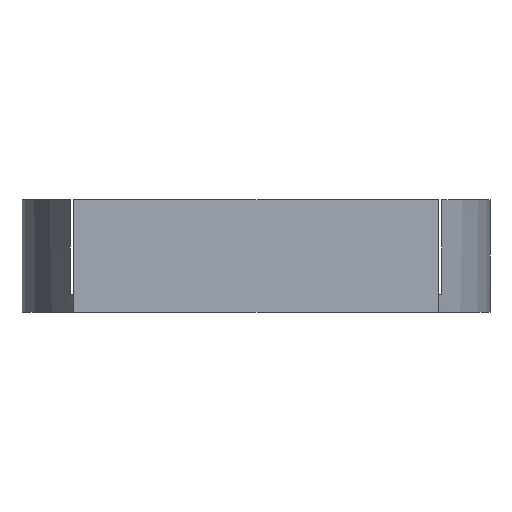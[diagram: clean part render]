
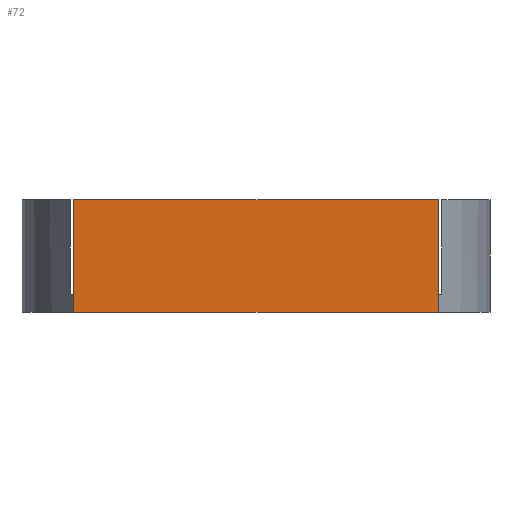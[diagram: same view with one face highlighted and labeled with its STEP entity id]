
A CAD part, front view. The second image highlights one B-rep face of the part: STEP entity #72.
In plain terms, the highlighted planar face has unit normal (0, -1, 0).
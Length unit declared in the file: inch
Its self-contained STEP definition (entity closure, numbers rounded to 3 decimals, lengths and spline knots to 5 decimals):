
#8 = VERTEX_POINT ( 'NONE', #146 ) ;
#60 = CARTESIAN_POINT ( 'NONE',  ( 0., 0.11938, 0. ) ) ;
#72 = ADVANCED_FACE ( 'NONE', ( #407 ), #350, .T. ) ;
#85 = VECTOR ( 'NONE', #242, 39.37008 ) ;
#146 = CARTESIAN_POINT ( 'NONE',  ( -0.15936, 0.11938, 0.09843 ) ) ;
#152 = LINE ( 'NONE', #602, #710 ) ;
#169 = DIRECTION ( 'NONE',  ( 1., 0., 0. ) ) ;
#184 = VERTEX_POINT ( 'NONE', #553 ) ;
#231 = DIRECTION ( 'NONE',  ( 0., -1., 0. ) ) ;
#242 = DIRECTION ( 'NONE',  ( 0., 0., -1. ) ) ;
#244 = ORIENTED_EDGE ( 'NONE', *, *, #306, .F. ) ;
#250 = EDGE_CURVE ( 'NONE', #8, #184, #569, .T. ) ;
#281 = CARTESIAN_POINT ( 'NONE',  ( 0., 0.11938, 0.6699 ) ) ;
#306 = EDGE_CURVE ( 'NONE', #380, #395, #563, .T. ) ;
#332 = CARTESIAN_POINT ( 'NONE',  ( 0.15936, 0.11938, 0. ) ) ;
#350 = PLANE ( 'NONE',  #591 ) ;
#370 = EDGE_LOOP ( 'NONE', ( #244, #582, #779, #467 ) ) ;
#380 = VERTEX_POINT ( 'NONE', #705 ) ;
#395 = VERTEX_POINT ( 'NONE', #332 ) ;
#407 = FACE_OUTER_BOUND ( 'NONE', #370, .T. ) ;
#429 = VECTOR ( 'NONE', #557, 39.37008 ) ;
#431 = LINE ( 'NONE', #60, #679 ) ;
#433 = CARTESIAN_POINT ( 'NONE',  ( 0.15936, 0.11938, 0.6699 ) ) ;
#467 = ORIENTED_EDGE ( 'NONE', *, *, #666, .F. ) ;
#486 = DIRECTION ( 'NONE',  ( -1., 0., 0. ) ) ;
#523 = EDGE_CURVE ( 'NONE', #380, #8, #152, .T. ) ;
#553 = CARTESIAN_POINT ( 'NONE',  ( -0.15936, 0.11938, 0. ) ) ;
#557 = DIRECTION ( 'NONE',  ( 0., 0., -1. ) ) ;
#563 = LINE ( 'NONE', #433, #429 ) ;
#569 = LINE ( 'NONE', #761, #85 ) ;
#582 = ORIENTED_EDGE ( 'NONE', *, *, #523, .T. ) ;
#591 = AXIS2_PLACEMENT_3D ( 'NONE', #281, #231, #169 ) ;
#602 = CARTESIAN_POINT ( 'NONE',  ( 0., 0.11938, 0.09843 ) ) ;
#619 = DIRECTION ( 'NONE',  ( -1., 0., 0. ) ) ;
#666 = EDGE_CURVE ( 'NONE', #395, #184, #431, .T. ) ;
#679 = VECTOR ( 'NONE', #619, 39.37008 ) ;
#705 = CARTESIAN_POINT ( 'NONE',  ( 0.15936, 0.11938, 0.09843 ) ) ;
#710 = VECTOR ( 'NONE', #486, 39.37008 ) ;
#761 = CARTESIAN_POINT ( 'NONE',  ( -0.15936, 0.11938, 0.6699 ) ) ;
#779 = ORIENTED_EDGE ( 'NONE', *, *, #250, .T. ) ;
